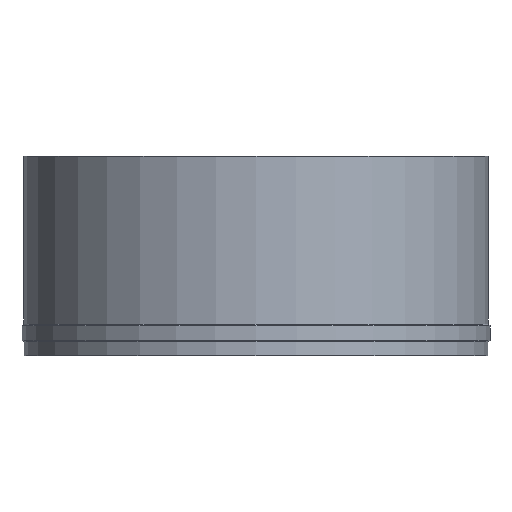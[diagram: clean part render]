
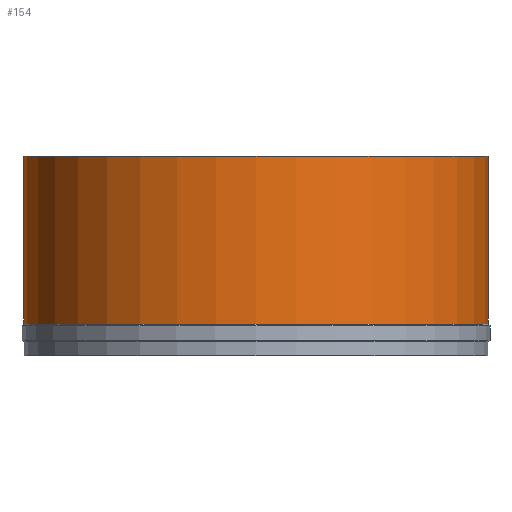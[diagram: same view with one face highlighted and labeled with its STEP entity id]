
A CAD part, front view. The second image highlights one B-rep face of the part: STEP entity #154.
In plain terms, the highlighted cylindrical face has radius 393.7 mm (diameter 787.4 mm), a full revolution.
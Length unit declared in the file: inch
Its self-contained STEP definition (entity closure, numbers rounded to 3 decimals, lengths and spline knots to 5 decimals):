
#23=CYLINDRICAL_SURFACE('',#187,15.5);
#35=FACE_BOUND('',#71,.T.);
#48=FACE_OUTER_BOUND('',#70,.T.);
#70=EDGE_LOOP('',(#135));
#71=EDGE_LOOP('',(#136));
#81=CIRCLE('',#172,15.5);
#89=CIRCLE('',#186,15.5);
#94=VERTEX_POINT('',#256);
#102=VERTEX_POINT('',#278);
#107=EDGE_CURVE('',#94,#94,#81,.T.);
#115=EDGE_CURVE('',#102,#102,#89,.T.);
#135=ORIENTED_EDGE('',*,*,#107,.F.);
#136=ORIENTED_EDGE('',*,*,#115,.F.);
#154=ADVANCED_FACE('',(#48,#35),#23,.T.);
#172=AXIS2_PLACEMENT_3D('',#257,#206,#207);
#186=AXIS2_PLACEMENT_3D('',#279,#234,#235);
#187=AXIS2_PLACEMENT_3D('',#280,#236,#237);
#206=DIRECTION('center_axis',(0.,0.,1.));
#207=DIRECTION('ref_axis',(-1.,0.,0.));
#234=DIRECTION('center_axis',(0.,0.,-1.));
#235=DIRECTION('ref_axis',(1.,0.,0.));
#236=DIRECTION('center_axis',(0.,0.,1.));
#237=DIRECTION('ref_axis',(-1.,0.,0.));
#256=CARTESIAN_POINT('',(15.5,0.,13.33465));
#257=CARTESIAN_POINT('Origin',(0.,0.,13.33465));
#278=CARTESIAN_POINT('',(-15.5,0.,2.125));
#279=CARTESIAN_POINT('Origin',(0.,0.,2.125));
#280=CARTESIAN_POINT('Origin',(0.,0.,0.));
